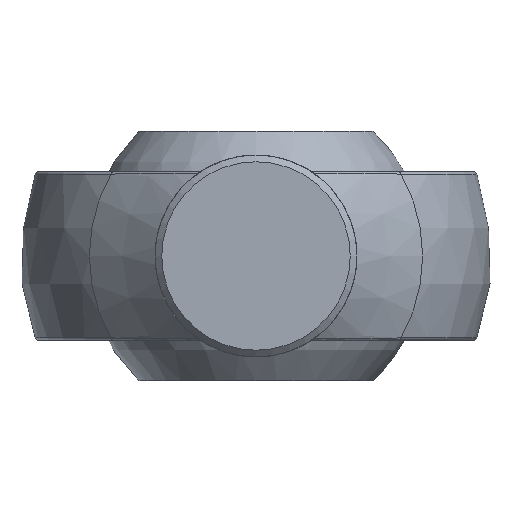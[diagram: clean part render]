
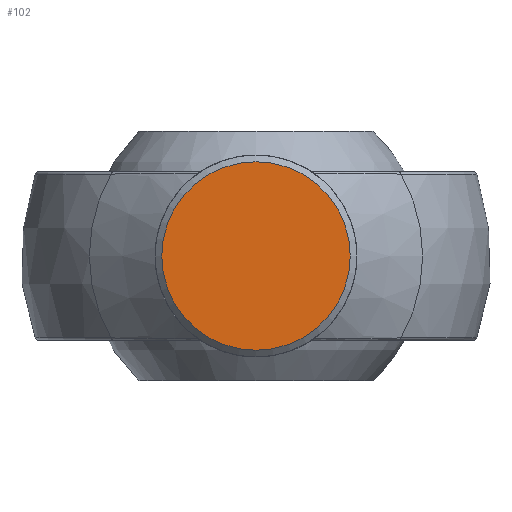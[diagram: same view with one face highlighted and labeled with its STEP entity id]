
A CAD part, front view. The second image highlights one B-rep face of the part: STEP entity #102.
In plain terms, the highlighted planar face has unit normal (0, -1, 0).
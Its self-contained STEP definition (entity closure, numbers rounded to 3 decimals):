
#21 = DIRECTION ( 'NONE',  ( 0., 0., -1. ) ) ;
#25 = EDGE_LOOP ( 'NONE', ( #240 ) ) ;
#70 = VERTEX_POINT ( 'NONE', #153 ) ;
#100 = AXIS2_PLACEMENT_3D ( 'NONE', #615, #542, #21 ) ;
#102 = ADVANCED_FACE ( 'NONE', ( #571 ), #257, .T. ) ;
#153 = CARTESIAN_POINT ( 'NONE',  ( 0., -110., -14. ) ) ;
#198 = DIRECTION ( 'NONE',  ( 0., -1., 0. ) ) ;
#240 = ORIENTED_EDGE ( 'NONE', *, *, #620, .T. ) ;
#257 = PLANE ( 'NONE',  #748 ) ;
#498 = DIRECTION ( 'NONE',  ( 0., 0., -1. ) ) ;
#542 = DIRECTION ( 'NONE',  ( 0., -1., 0. ) ) ;
#571 = FACE_OUTER_BOUND ( 'NONE', #25, .T. ) ;
#615 = CARTESIAN_POINT ( 'NONE',  ( 0., -110., 0. ) ) ;
#620 = EDGE_CURVE ( 'NONE', #70, #70, #647, .T. ) ;
#647 = CIRCLE ( 'NONE', #100, 14. ) ;
#748 = AXIS2_PLACEMENT_3D ( 'NONE', #863, #198, #498 ) ;
#863 = CARTESIAN_POINT ( 'NONE',  ( 0., -110., 0. ) ) ;
